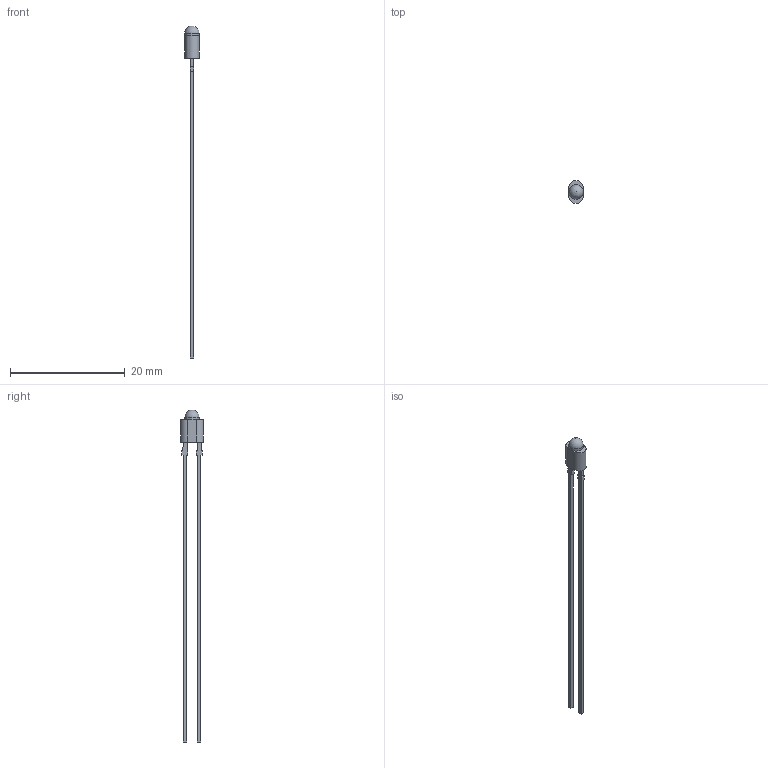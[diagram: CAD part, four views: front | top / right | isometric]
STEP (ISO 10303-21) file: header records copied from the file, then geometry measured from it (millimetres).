
FILE_DESCRIPTION(/* description */ (''),/* implementation_level */ '2;1');
FILE_NAME(/* name */ 'AL108_NEW.step',/* time_stamp */ '2021-08-20T17:05:46+03:00',/* author */ (''),/* organization */ (''),/* preprocessor_version */ 'ST-DEVELOPER v18.1',/* originating_system */ 'Autodesk Translation Framework v10.9.0.1377',/* authorisation */ '');
FILE_SCHEMA (('AUTOMOTIVE_DESIGN { 1 0 10303 214 3 1 1 }'));
Length unit declared in the file: millimetre
Products named in the file (1): AL108_NEW
Bounding box: 2.5 x 4 x 57.9 mm (x, y, z)
Volume: 78.3 mm3; surface area: 323.3 mm2
Topology: 3 solids, 3 shells, 37 faces, 93 edges, 61 vertices
Faces by surface type: plane 33, cylinder 3, sphere 1
Full cylindrical faces by diameter (mm): 2.5 x1
Entity records: 1132 total; most frequent: CARTESIAN_POINT 191, ORIENTED_EDGE 184, DIRECTION 177, EDGE_CURVE 92, LINE 83, VECTOR 83, VERTEX_POINT 61, AXIS2_PLACEMENT_3D 47
